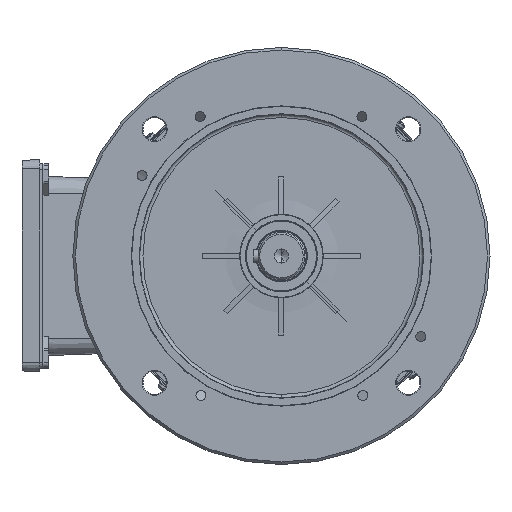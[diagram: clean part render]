
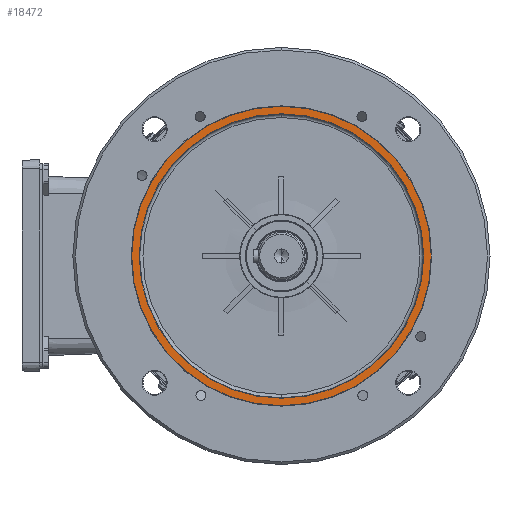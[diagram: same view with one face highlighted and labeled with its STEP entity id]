
A CAD part, left-side view. The second image highlights one B-rep face of the part: STEP entity #18472.
In plain terms, the highlighted face is planar.
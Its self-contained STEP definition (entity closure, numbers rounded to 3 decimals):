
#4779 = DIRECTION ( 'NONE',  ( -1., 0., 0. ) ) ;
#10404 = AXIS2_PLACEMENT_3D ( 'NONE', #114318, #63478, #60074 ) ;
#12692 = CARTESIAN_POINT ( 'NONE',  ( 8., 0., 89.75 ) ) ;
#15572 = ORIENTED_EDGE ( 'NONE', *, *, #60101, .T. ) ;
#17849 = CIRCLE ( 'NONE', #53441, 89.75 ) ;
#18472 = ADVANCED_FACE ( 'NONE', ( #33024, #72601 ), #31350, .T. ) ;
#22953 = EDGE_CURVE ( 'NONE', #114292, #135844, #65438, .T. ) ;
#31048 = DIRECTION ( 'NONE',  ( 0., 0., -1. ) ) ;
#31350 = PLANE ( 'NONE',  #132167 ) ;
#32741 = DIRECTION ( 'NONE',  ( 1., 0., 0. ) ) ;
#33024 = FACE_BOUND ( 'NONE', #126088, .T. ) ;
#37325 = CARTESIAN_POINT ( 'NONE',  ( 8., 0., -85.25 ) ) ;
#40653 = CIRCLE ( 'NONE', #10404, 85.25 ) ;
#43538 = DIRECTION ( 'NONE',  ( 0., 0., -1. ) ) ;
#46479 = EDGE_CURVE ( 'NONE', #56900, #150351, #40653, .T. ) ;
#48976 = DIRECTION ( 'NONE',  ( 0., 0., -1. ) ) ;
#51517 = DIRECTION ( 'NONE',  ( 1., 0., 0. ) ) ;
#53441 = AXIS2_PLACEMENT_3D ( 'NONE', #97335, #32741, #31048 ) ;
#56900 = VERTEX_POINT ( 'NONE', #37325 ) ;
#60074 = DIRECTION ( 'NONE',  ( 0., 0., -1. ) ) ;
#60101 = EDGE_CURVE ( 'NONE', #135844, #114292, #17849, .T. ) ;
#60534 = DIRECTION ( 'NONE',  ( 0., 0., -1. ) ) ;
#63478 = DIRECTION ( 'NONE',  ( -1., 0., 0. ) ) ;
#65438 = CIRCLE ( 'NONE', #164416, 89.75 ) ;
#70923 = DIRECTION ( 'NONE',  ( 1., 0., 0. ) ) ;
#72601 = FACE_OUTER_BOUND ( 'NONE', #133908, .T. ) ;
#81927 = CARTESIAN_POINT ( 'NONE',  ( 8., 0., -89.75 ) ) ;
#94430 = CARTESIAN_POINT ( 'NONE',  ( 8., 0., 85.25 ) ) ;
#97335 = CARTESIAN_POINT ( 'NONE',  ( 8., 0., 0. ) ) ;
#114292 = VERTEX_POINT ( 'NONE', #12692 ) ;
#114318 = CARTESIAN_POINT ( 'NONE',  ( 8., 0., 0. ) ) ;
#120180 = CARTESIAN_POINT ( 'NONE',  ( 8., 0., 0. ) ) ;
#123121 = ORIENTED_EDGE ( 'NONE', *, *, #132358, .T. ) ;
#124319 = CARTESIAN_POINT ( 'NONE',  ( 8., 90., 0. ) ) ;
#126088 = EDGE_LOOP ( 'NONE', ( #150801, #123121 ) ) ;
#132167 = AXIS2_PLACEMENT_3D ( 'NONE', #124319, #70923, #60534 ) ;
#132358 = EDGE_CURVE ( 'NONE', #150351, #56900, #152077, .T. ) ;
#132795 = AXIS2_PLACEMENT_3D ( 'NONE', #120180, #4779, #43538 ) ;
#133908 = EDGE_LOOP ( 'NONE', ( #148814, #15572 ) ) ;
#135844 = VERTEX_POINT ( 'NONE', #81927 ) ;
#148814 = ORIENTED_EDGE ( 'NONE', *, *, #22953, .T. ) ;
#150351 = VERTEX_POINT ( 'NONE', #94430 ) ;
#150801 = ORIENTED_EDGE ( 'NONE', *, *, #46479, .T. ) ;
#152077 = CIRCLE ( 'NONE', #132795, 85.25 ) ;
#155728 = CARTESIAN_POINT ( 'NONE',  ( 8., 0., 0. ) ) ;
#164416 = AXIS2_PLACEMENT_3D ( 'NONE', #155728, #51517, #48976 ) ;
